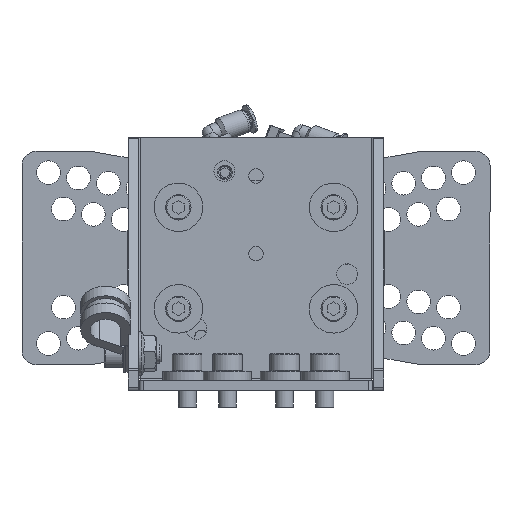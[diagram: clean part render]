
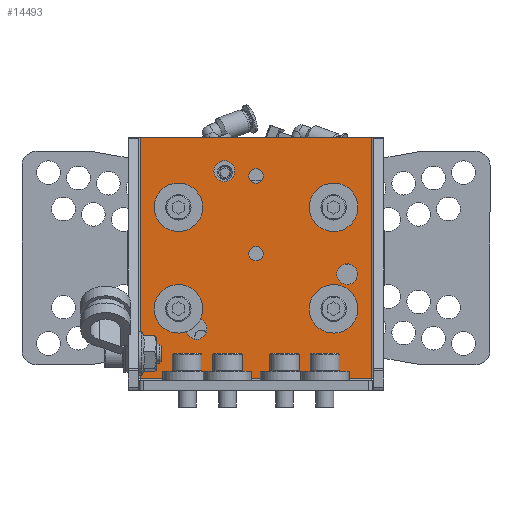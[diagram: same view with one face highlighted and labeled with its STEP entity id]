
A CAD part, front view. The second image highlights one B-rep face of the part: STEP entity #14493.
In plain terms, the highlighted face is planar.
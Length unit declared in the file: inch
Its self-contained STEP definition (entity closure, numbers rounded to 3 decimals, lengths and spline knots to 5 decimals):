
#38 = CIRCLE ( 'NONE', #1647, 0.1378 ) ;
#62 = ORIENTED_EDGE ( 'NONE', *, *, #15360, .T. ) ;
#104 = CIRCLE ( 'NONE', #12155, 0.1378 ) ;
#242 = AXIS2_PLACEMENT_3D ( 'NONE', #1751, #11322, #7276 ) ;
#412 = DIRECTION ( 'NONE',  ( 0., -1., 0. ) ) ;
#577 = ORIENTED_EDGE ( 'NONE', *, *, #4062, .F. ) ;
#676 = VERTEX_POINT ( 'NONE', #23944 ) ;
#871 = DIRECTION ( 'NONE',  ( 0., -1., 0. ) ) ;
#1159 = VERTEX_POINT ( 'NONE', #10457 ) ;
#1387 = DIRECTION ( 'NONE',  ( 0., 0., -1. ) ) ;
#1647 = AXIS2_PLACEMENT_3D ( 'NONE', #21629, #412, #23657 ) ;
#1734 = EDGE_LOOP ( 'NONE', ( #18366 ) ) ;
#1751 = CARTESIAN_POINT ( 'NONE',  ( 1.02362, 0.1345, 1.08319 ) ) ;
#1773 = VERTEX_POINT ( 'NONE', #5157 ) ;
#1846 = ORIENTED_EDGE ( 'NONE', *, *, #3884, .T. ) ;
#1896 = FACE_BOUND ( 'NONE', #1734, .T. ) ;
#1908 = ORIENTED_EDGE ( 'NONE', *, *, #13301, .T. ) ;
#2027 = FACE_BOUND ( 'NONE', #10075, .T. ) ;
#2032 = ORIENTED_EDGE ( 'NONE', *, *, #6681, .T. ) ;
#2051 = DIRECTION ( 'NONE',  ( 0., -1., 0. ) ) ;
#2072 = CIRCLE ( 'NONE', #6452, 0.1378 ) ;
#2163 = CARTESIAN_POINT ( 'NONE',  ( -1.02362, 0.1345, 2.42177 ) ) ;
#2854 = CIRCLE ( 'NONE', #14538, 0.1378 ) ;
#2890 = VECTOR ( 'NONE', #15864, 39.37008 ) ;
#2999 = VERTEX_POINT ( 'NONE', #14232 ) ;
#3270 = CARTESIAN_POINT ( 'NONE',  ( -1.52643, 0.1345, 3.34646 ) ) ;
#3404 = CARTESIAN_POINT ( 'NONE',  ( 0., 0.1345, 2.83465 ) ) ;
#3409 = AXIS2_PLACEMENT_3D ( 'NONE', #3404, #20750, #13502 ) ;
#3444 = VERTEX_POINT ( 'NONE', #18883 ) ;
#3714 = CARTESIAN_POINT ( 'NONE',  ( -1.52643, 0.1345, 0.1585 ) ) ;
#3723 = LINE ( 'NONE', #11404, #11186 ) ;
#3884 = EDGE_CURVE ( 'NONE', #3444, #3444, #21643, .T. ) ;
#4013 = FACE_BOUND ( 'NONE', #19159, .T. ) ;
#4062 = EDGE_CURVE ( 'NONE', #14967, #19097, #5186, .T. ) ;
#4557 = EDGE_LOOP ( 'NONE', ( #4853 ) ) ;
#4853 = ORIENTED_EDGE ( 'NONE', *, *, #21702, .T. ) ;
#5157 = CARTESIAN_POINT ( 'NONE',  ( 1.52643, 0.1345, 0.1585 ) ) ;
#5186 = LINE ( 'NONE', #24470, #5480 ) ;
#5480 = VECTOR ( 'NONE', #22551, 39.37008 ) ;
#6005 = CIRCLE ( 'NONE', #20570, 0.09449 ) ;
#6196 = EDGE_CURVE ( 'NONE', #19870, #19870, #2072, .T. ) ;
#6365 = CIRCLE ( 'NONE', #24196, 0.1378 ) ;
#6372 = DIRECTION ( 'NONE',  ( 0., -1., 0. ) ) ;
#6452 = AXIS2_PLACEMENT_3D ( 'NONE', #14464, #871, #8485 ) ;
#6681 = EDGE_CURVE ( 'NONE', #21660, #21660, #104, .T. ) ;
#6789 = EDGE_LOOP ( 'NONE', ( #62 ) ) ;
#7276 = DIRECTION ( 'NONE',  ( 0., 0., -1. ) ) ;
#7414 = CIRCLE ( 'NONE', #3409, 0.09449 ) ;
#7782 = EDGE_LOOP ( 'NONE', ( #9437 ) ) ;
#8121 = CARTESIAN_POINT ( 'NONE',  ( 0., 0.1345, 1.81102 ) ) ;
#8261 = EDGE_CURVE ( 'NONE', #11629, #11629, #7414, .T. ) ;
#8485 = DIRECTION ( 'NONE',  ( 0., 0., -1. ) ) ;
#8610 = CARTESIAN_POINT ( 'NONE',  ( 0.41743, 0.1345, 2.89935 ) ) ;
#8702 = ORIENTED_EDGE ( 'NONE', *, *, #20275, .F. ) ;
#9109 = ORIENTED_EDGE ( 'NONE', *, *, #14399, .F. ) ;
#9200 = EDGE_CURVE ( 'NONE', #1159, #1159, #38, .T. ) ;
#9409 = DIRECTION ( 'NONE',  ( 0., -1., 0. ) ) ;
#9437 = ORIENTED_EDGE ( 'NONE', *, *, #24005, .T. ) ;
#9768 = PLANE ( 'NONE',  #21407 ) ;
#9932 = DIRECTION ( 'NONE',  ( 0., 0., -1. ) ) ;
#10075 = EDGE_LOOP ( 'NONE', ( #13737 ) ) ;
#10457 = CARTESIAN_POINT ( 'NONE',  ( -1.02362, 0.1345, 0.94539 ) ) ;
#10648 = DIRECTION ( 'NONE',  ( 0., 0., -1. ) ) ;
#11186 = VECTOR ( 'NONE', #15605, 39.37008 ) ;
#11322 = DIRECTION ( 'NONE',  ( 0., -1., 0. ) ) ;
#11404 = CARTESIAN_POINT ( 'NONE',  ( 1.52643, 0.1345, 0.1585 ) ) ;
#11575 = FACE_BOUND ( 'NONE', #7782, .T. ) ;
#11629 = VERTEX_POINT ( 'NONE', #21420 ) ;
#11703 = FACE_OUTER_BOUND ( 'NONE', #12905, .T. ) ;
#12155 = AXIS2_PLACEMENT_3D ( 'NONE', #2163, #2051, #9932 ) ;
#12315 = DIRECTION ( 'NONE',  ( 0., -1., 0. ) ) ;
#12851 = LINE ( 'NONE', #3270, #23442 ) ;
#12905 = EDGE_LOOP ( 'NONE', ( #9109, #577, #8702, #14185 ) ) ;
#13301 = EDGE_CURVE ( 'NONE', #676, #676, #6005, .T. ) ;
#13502 = DIRECTION ( 'NONE',  ( 0., 0., -1. ) ) ;
#13507 = CARTESIAN_POINT ( 'NONE',  ( 1.02362, 0.1345, 0.94539 ) ) ;
#13575 = EDGE_LOOP ( 'NONE', ( #1908 ) ) ;
#13737 = ORIENTED_EDGE ( 'NONE', *, *, #8261, .T. ) ;
#14021 = CARTESIAN_POINT ( 'NONE',  ( -1.52643, 0.1345, 3.34646 ) ) ;
#14168 = CARTESIAN_POINT ( 'NONE',  ( 1.53543, 0.1345, 0.1585 ) ) ;
#14185 = ORIENTED_EDGE ( 'NONE', *, *, #24557, .T. ) ;
#14232 = CARTESIAN_POINT ( 'NONE',  ( 0.41743, 0.1345, 2.76155 ) ) ;
#14399 = EDGE_CURVE ( 'NONE', #19097, #15162, #12851, .T. ) ;
#14464 = CARTESIAN_POINT ( 'NONE',  ( 1.02362, 0.1345, 2.42177 ) ) ;
#14493 = ADVANCED_FACE ( 'NONE', ( #19435, #2027, #21234, #24811, #23035, #1896, #11575, #24934, #4013, #11703 ), #9768, .F. ) ;
#14538 = AXIS2_PLACEMENT_3D ( 'NONE', #8610, #12315, #23897 ) ;
#14967 = VERTEX_POINT ( 'NONE', #21570 ) ;
#15043 = DIRECTION ( 'NONE',  ( 0., 0., -1. ) ) ;
#15162 = VERTEX_POINT ( 'NONE', #3714 ) ;
#15360 = EDGE_CURVE ( 'NONE', #20641, #20641, #6365, .T. ) ;
#15587 = CARTESIAN_POINT ( 'NONE',  ( -1.02362, 0.1345, 2.28397 ) ) ;
#15605 = DIRECTION ( 'NONE',  ( 0., 0., 1. ) ) ;
#15709 = CARTESIAN_POINT ( 'NONE',  ( 1.02362, 0.1345, 2.28397 ) ) ;
#15721 = DIRECTION ( 'NONE',  ( 0., -1., 0. ) ) ;
#15864 = DIRECTION ( 'NONE',  ( -1., 0., 0. ) ) ;
#16031 = DIRECTION ( 'NONE',  ( 0., 0., -1. ) ) ;
#16807 = ORIENTED_EDGE ( 'NONE', *, *, #9200, .T. ) ;
#17260 = CARTESIAN_POINT ( 'NONE',  ( -1.20193, 0.1345, 1.54055 ) ) ;
#18176 = DIRECTION ( 'NONE',  ( 0., -1., 0. ) ) ;
#18366 = ORIENTED_EDGE ( 'NONE', *, *, #6196, .T. ) ;
#18599 = CARTESIAN_POINT ( 'NONE',  ( 0.7845, 0.1345, 0.67975 ) ) ;
#18883 = CARTESIAN_POINT ( 'NONE',  ( -1.20193, 0.1345, 1.40275 ) ) ;
#19097 = VERTEX_POINT ( 'NONE', #14021 ) ;
#19159 = EDGE_LOOP ( 'NONE', ( #1846 ) ) ;
#19176 = CIRCLE ( 'NONE', #242, 0.1378 ) ;
#19435 = FACE_BOUND ( 'NONE', #13575, .T. ) ;
#19451 = VERTEX_POINT ( 'NONE', #13507 ) ;
#19762 = LINE ( 'NONE', #14168, #2890 ) ;
#19870 = VERTEX_POINT ( 'NONE', #15709 ) ;
#20275 = EDGE_CURVE ( 'NONE', #1773, #14967, #3723, .T. ) ;
#20315 = CARTESIAN_POINT ( 'NONE',  ( 0.7845, 0.1345, 0.81754 ) ) ;
#20570 = AXIS2_PLACEMENT_3D ( 'NONE', #8121, #6372, #16031 ) ;
#20641 = VERTEX_POINT ( 'NONE', #18599 ) ;
#20750 = DIRECTION ( 'NONE',  ( 0., -1., 0. ) ) ;
#21234 = FACE_BOUND ( 'NONE', #4557, .T. ) ;
#21293 = DIRECTION ( 'NONE',  ( 0., 0., -1. ) ) ;
#21407 = AXIS2_PLACEMENT_3D ( 'NONE', #24692, #9409, #15043 ) ;
#21420 = CARTESIAN_POINT ( 'NONE',  ( 0., 0.1345, 2.74016 ) ) ;
#21570 = CARTESIAN_POINT ( 'NONE',  ( 1.52643, 0.1345, 3.34646 ) ) ;
#21629 = CARTESIAN_POINT ( 'NONE',  ( -1.02362, 0.1345, 1.08319 ) ) ;
#21643 = CIRCLE ( 'NONE', #22038, 0.1378 ) ;
#21660 = VERTEX_POINT ( 'NONE', #15587 ) ;
#21702 = EDGE_CURVE ( 'NONE', #19451, #19451, #19176, .T. ) ;
#22038 = AXIS2_PLACEMENT_3D ( 'NONE', #17260, #15721, #21293 ) ;
#22551 = DIRECTION ( 'NONE',  ( -1., 0., 0. ) ) ;
#22917 = EDGE_LOOP ( 'NONE', ( #2032 ) ) ;
#23035 = FACE_BOUND ( 'NONE', #22917, .T. ) ;
#23222 = EDGE_LOOP ( 'NONE', ( #16807 ) ) ;
#23442 = VECTOR ( 'NONE', #1387, 39.37008 ) ;
#23657 = DIRECTION ( 'NONE',  ( 0., 0., -1. ) ) ;
#23897 = DIRECTION ( 'NONE',  ( 0., 0., -1. ) ) ;
#23944 = CARTESIAN_POINT ( 'NONE',  ( 0., 0.1345, 1.71654 ) ) ;
#24005 = EDGE_CURVE ( 'NONE', #2999, #2999, #2854, .T. ) ;
#24196 = AXIS2_PLACEMENT_3D ( 'NONE', #20315, #18176, #10648 ) ;
#24470 = CARTESIAN_POINT ( 'NONE',  ( 1.53543, 0.1345, 3.34646 ) ) ;
#24557 = EDGE_CURVE ( 'NONE', #1773, #15162, #19762, .T. ) ;
#24692 = CARTESIAN_POINT ( 'NONE',  ( 1.53543, 0.1345, 0. ) ) ;
#24811 = FACE_BOUND ( 'NONE', #23222, .T. ) ;
#24934 = FACE_BOUND ( 'NONE', #6789, .T. ) ;
